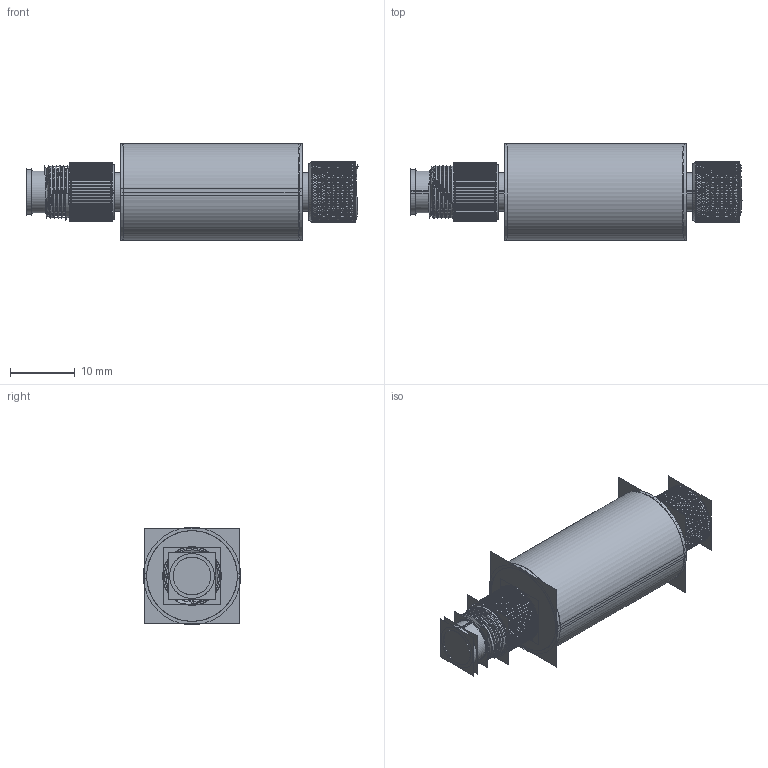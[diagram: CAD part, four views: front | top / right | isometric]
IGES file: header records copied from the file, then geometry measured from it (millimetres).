
Start section:  PTC IGES file: 227360_sm01.igs
Global section: file name: 227360_sm01.igs; native system: Creo Parametric by PTC Inc.; preprocessor: 2019292; author: PDMAdmin; organization: Unknown; date: 20220316.074320; units: millimetre
Bounding box: 51.13 x 15 x 15 mm (x, y, z)
Volume: 5851.8 mm3; surface area: 17195.9 mm2
Topology: 1 solids, 1 shells, 4816 faces, 21474 edges, 25468 vertices
Faces by surface type: bspline 3832, revolution 984
